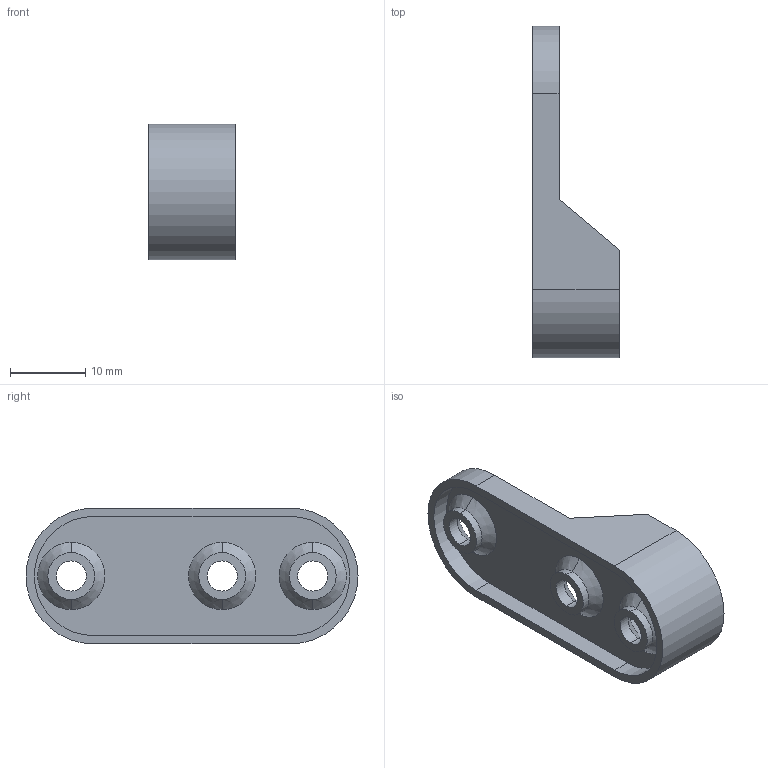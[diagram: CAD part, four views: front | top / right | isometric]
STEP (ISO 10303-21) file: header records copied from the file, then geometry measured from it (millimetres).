
FILE_DESCRIPTION (( 'STEP AP214' ), '1' );
FILE_NAME ('F001118,F001119,F001120,F001121_3D.step', '2022-11-21T18:09:39', ( '' ), ( '' ), 'SwSTEP 2.0', 'SolidWorks 2020', '' );
FILE_SCHEMA (( 'AUTOMOTIVE_DESIGN' ));
Length unit declared in the file: millimetre
Products named in the file (1): F001118,F001119,F001120,F001121_3D
Bounding box: 11.5 x 44 x 18 mm (x, y, z)
Volume: 1470.5 mm3; surface area: 2909.1 mm2
Topology: 1 solids, 1 shells, 44 faces, 102 edges, 64 vertices
Faces by surface type: cylinder 17, plane 15, cone 12
Entity records: 1302 total; most frequent: DIRECTION 238, CARTESIAN_POINT 211, ORIENTED_EDGE 204, EDGE_CURVE 102, AXIS2_PLACEMENT_3D 91, VERTEX_POINT 64, VECTOR 56, LINE 56
